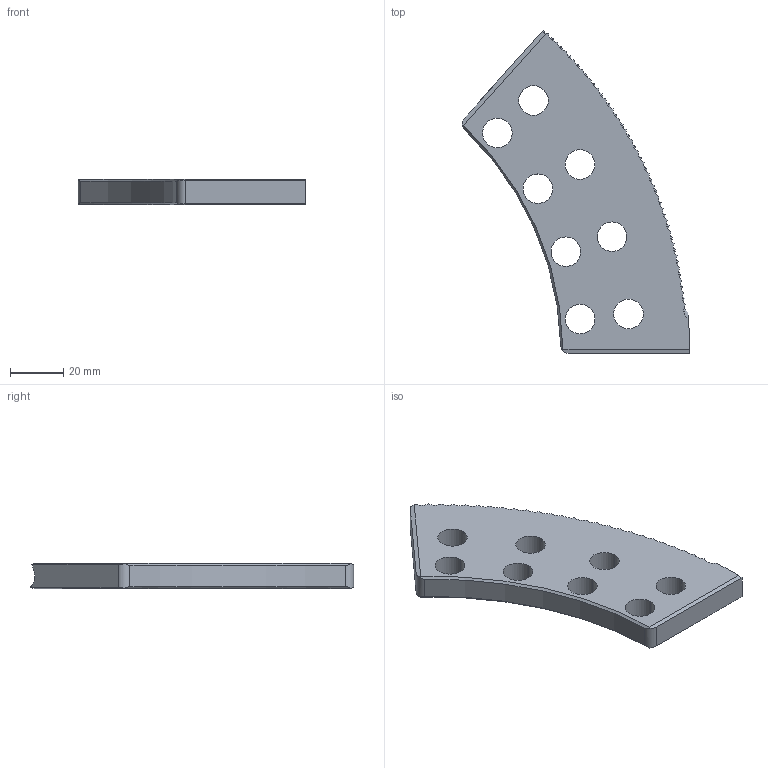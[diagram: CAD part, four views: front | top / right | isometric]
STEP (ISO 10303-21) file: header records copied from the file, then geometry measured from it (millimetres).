
FILE_DESCRIPTION (( 'STEP AP203' ), '1' );
FILE_NAME ('M7845-S.STEP', '2022-04-26T20:48:25', ( '' ), ( '' ), 'SwSTEP 2.0', 'SolidWorks 2020', '' );
FILE_SCHEMA (( 'CONFIG_CONTROL_DESIGN' ));
Length unit declared in the file: inch
Products named in the file (1): M7845-S
Bounding box: 85.48 x 121.42 x 9.49 mm (x, y, z)
Volume: 43544.5 mm3; surface area: 15259.6 mm2
Topology: 1 solids, 1 shells, 86 faces, 252 edges, 168 vertices
Faces by surface type: sphere 54, cylinder 20, plane 8, torus 2, cone 2
Entity records: 3918 total; most frequent: CARTESIAN_POINT 1515, DIRECTION 509, ORIENTED_EDGE 504, EDGE_CURVE 252, AXIS2_PLACEMENT_3D 240, VERTEX_POINT 168, CIRCLE 153, EDGE_LOOP 102
